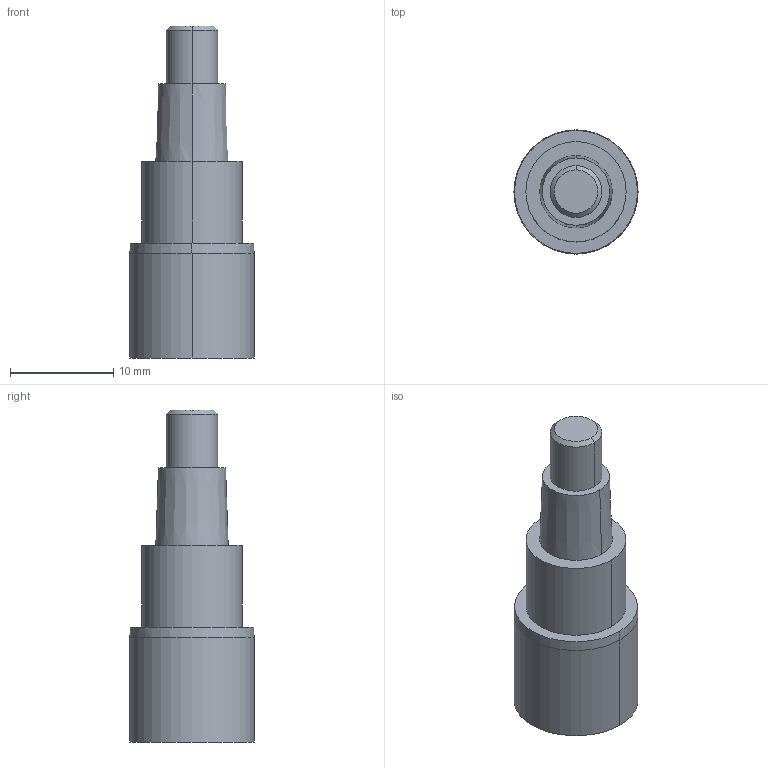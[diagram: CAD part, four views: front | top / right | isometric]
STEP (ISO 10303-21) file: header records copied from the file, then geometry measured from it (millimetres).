
FILE_DESCRIPTION(/* description */ (''),/* implementation_level */ '2;1');
FILE_NAME(/* name */ 'IMX10S3A12010.stp',/* time_stamp */ '2023-10-12T14:38:20+09:00',/* author */ (''),/* organization */ (''),/* preprocessor_version */ 'ST-DEVELOPER v16',/* originating_system */ 'SIEMENS PLM Software NX 10.0',/* authorisation */ '');
FILE_SCHEMA (('AUTOMOTIVE_DESIGN { 1 0 10303 214 3 1 1 1 }'));
Length unit declared in the file: millimetre
Products named in the file (1): IMX10S3A12010_ASM
Bounding box: 12 x 12 x 32.1 mm (x, y, z)
Volume: 2215.8 mm3; surface area: 1347.6 mm2
Topology: 2 solids, 2 shells, 19 faces, 38 edges, 31 vertices
Faces by surface type: plane 7, cylinder 6, cone 4, bspline 2
Entity records: 682 total; most frequent: CARTESIAN_POINT 145, DIRECTION 118, ORIENTED_EDGE 68, AXIS2_PLACEMENT_3D 52, EDGE_CURVE 34, CIRCLE 24, EDGE_LOOP 22, VERTEX_POINT 22
